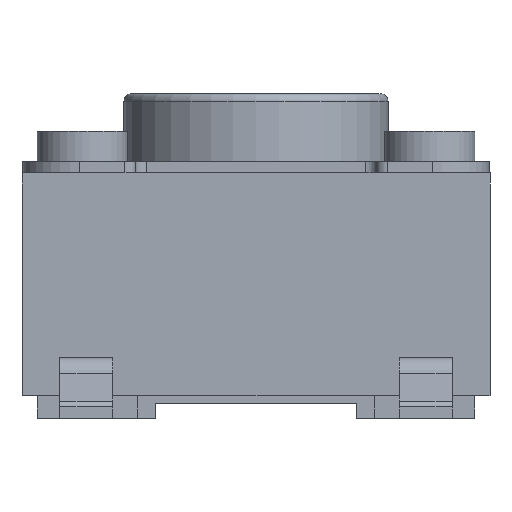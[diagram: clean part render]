
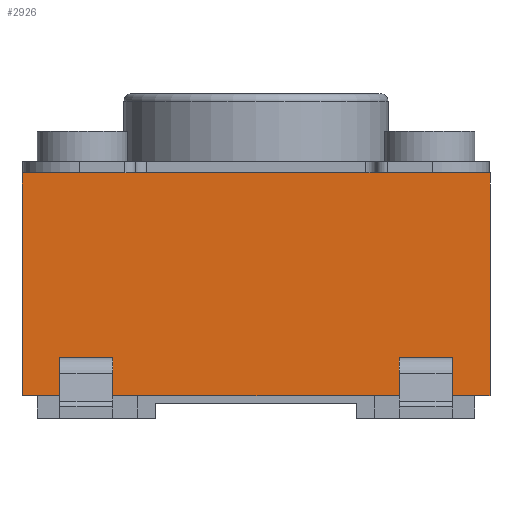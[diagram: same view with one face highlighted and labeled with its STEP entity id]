
A CAD part, left-side view. The second image highlights one B-rep face of the part: STEP entity #2926.
In plain terms, the highlighted planar face has unit normal (-1, 0, 0).
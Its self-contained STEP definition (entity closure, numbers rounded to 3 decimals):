
#106=PLANE('',#3147);
#237=FACE_OUTER_BOUND('',#398,.T.);
#398=EDGE_LOOP('',(#2427,#2428,#2429,#2430,#2431,#2432,#2433,#2434,#2435,
#2436,#2437,#2438));
#536=LINE('',#4346,#882);
#549=LINE('',#5023,#895);
#553=LINE('',#5031,#899);
#557=LINE('',#5039,#903);
#633=LINE('',#5189,#979);
#634=LINE('',#5191,#980);
#642=LINE('',#5207,#988);
#643=LINE('',#5208,#989);
#644=LINE('',#5210,#990);
#645=LINE('',#5212,#991);
#646=LINE('',#5213,#992);
#647=LINE('',#5214,#993);
#882=VECTOR('',#3535,10.);
#895=VECTOR('',#3550,10.);
#899=VECTOR('',#3554,10.);
#903=VECTOR('',#3558,10.);
#979=VECTOR('',#3684,10.);
#980=VECTOR('',#3687,10.);
#988=VECTOR('',#3699,10.);
#989=VECTOR('',#3700,10.);
#990=VECTOR('',#3701,10.);
#991=VECTOR('',#3702,10.);
#992=VECTOR('',#3703,10.);
#993=VECTOR('',#3704,10.);
#1339=VERTEX_POINT('',#4344);
#1340=VERTEX_POINT('',#4345);
#1353=VERTEX_POINT('',#5020);
#1354=VERTEX_POINT('',#5022);
#1357=VERTEX_POINT('',#5028);
#1358=VERTEX_POINT('',#5030);
#1361=VERTEX_POINT('',#5036);
#1362=VERTEX_POINT('',#5038);
#1416=VERTEX_POINT('',#5205);
#1417=VERTEX_POINT('',#5206);
#1418=VERTEX_POINT('',#5209);
#1419=VERTEX_POINT('',#5211);
#1682=EDGE_CURVE('',#1339,#1340,#536,.T.);
#1696=EDGE_CURVE('',#1353,#1354,#549,.T.);
#1700=EDGE_CURVE('',#1357,#1358,#553,.T.);
#1704=EDGE_CURVE('',#1361,#1362,#557,.T.);
#1780=EDGE_CURVE('',#1340,#1353,#633,.T.);
#1781=EDGE_CURVE('',#1362,#1339,#634,.T.);
#1789=EDGE_CURVE('',#1416,#1417,#642,.T.);
#1790=EDGE_CURVE('',#1417,#1354,#643,.T.);
#1791=EDGE_CURVE('',#1361,#1418,#644,.T.);
#1792=EDGE_CURVE('',#1418,#1419,#645,.T.);
#1793=EDGE_CURVE('',#1419,#1358,#646,.T.);
#1794=EDGE_CURVE('',#1357,#1416,#647,.T.);
#2427=ORIENTED_EDGE('',*,*,#1789,.T.);
#2428=ORIENTED_EDGE('',*,*,#1790,.T.);
#2429=ORIENTED_EDGE('',*,*,#1696,.F.);
#2430=ORIENTED_EDGE('',*,*,#1780,.F.);
#2431=ORIENTED_EDGE('',*,*,#1682,.F.);
#2432=ORIENTED_EDGE('',*,*,#1781,.F.);
#2433=ORIENTED_EDGE('',*,*,#1704,.F.);
#2434=ORIENTED_EDGE('',*,*,#1791,.T.);
#2435=ORIENTED_EDGE('',*,*,#1792,.T.);
#2436=ORIENTED_EDGE('',*,*,#1793,.T.);
#2437=ORIENTED_EDGE('',*,*,#1700,.F.);
#2438=ORIENTED_EDGE('',*,*,#1794,.T.);
#2926=ADVANCED_FACE('',(#237),#106,.T.);
#3147=AXIS2_PLACEMENT_3D('',#5204,#3697,#3698);
#3535=DIRECTION('',(0.,-1.,0.));
#3550=DIRECTION('',(0.,1.,0.));
#3554=DIRECTION('',(0.,1.,0.));
#3558=DIRECTION('',(0.,1.,0.));
#3684=DIRECTION('',(0.,0.,-1.));
#3687=DIRECTION('',(0.,0.,1.));
#3697=DIRECTION('center_axis',(-1.,0.,0.));
#3698=DIRECTION('ref_axis',(0.,1.,0.));
#3699=DIRECTION('',(0.,-1.,0.));
#3700=DIRECTION('',(0.,0.,-1.));
#3701=DIRECTION('',(0.,0.,1.));
#3702=DIRECTION('',(0.,-1.,0.));
#3703=DIRECTION('',(0.,0.,-1.));
#3704=DIRECTION('',(0.,0.,1.));
#4344=CARTESIAN_POINT('',(-3.1,3.1,3.25));
#4345=CARTESIAN_POINT('',(-3.1,-3.1,3.25));
#4346=CARTESIAN_POINT('',(-3.1,3.1,3.25));
#5020=CARTESIAN_POINT('',(-3.1,-3.1,0.3));
#5022=CARTESIAN_POINT('',(-3.1,-2.605,0.3));
#5023=CARTESIAN_POINT('',(-3.1,-3.1,0.3));
#5028=CARTESIAN_POINT('',(-3.1,-1.895,0.3));
#5030=CARTESIAN_POINT('',(-3.1,1.895,0.3));
#5031=CARTESIAN_POINT('',(-3.1,-1.895,0.3));
#5036=CARTESIAN_POINT('',(-3.1,2.605,0.3));
#5038=CARTESIAN_POINT('',(-3.1,3.1,0.3));
#5039=CARTESIAN_POINT('',(-3.1,2.605,0.3));
#5189=CARTESIAN_POINT('',(-3.1,-3.1,3.25));
#5191=CARTESIAN_POINT('',(-3.1,3.1,0.3));
#5204=CARTESIAN_POINT('Origin',(-3.1,-3.732,3.557));
#5205=CARTESIAN_POINT('',(-3.1,-1.895,0.8));
#5206=CARTESIAN_POINT('',(-3.1,-2.605,0.8));
#5207=CARTESIAN_POINT('',(-3.1,-1.895,0.8));
#5208=CARTESIAN_POINT('',(-3.1,-2.605,0.8));
#5209=CARTESIAN_POINT('',(-3.1,2.605,0.8));
#5210=CARTESIAN_POINT('',(-3.1,2.605,0.3));
#5211=CARTESIAN_POINT('',(-3.1,1.895,0.8));
#5212=CARTESIAN_POINT('',(-3.1,2.605,0.8));
#5213=CARTESIAN_POINT('',(-3.1,1.895,0.8));
#5214=CARTESIAN_POINT('',(-3.1,-1.895,0.3));
